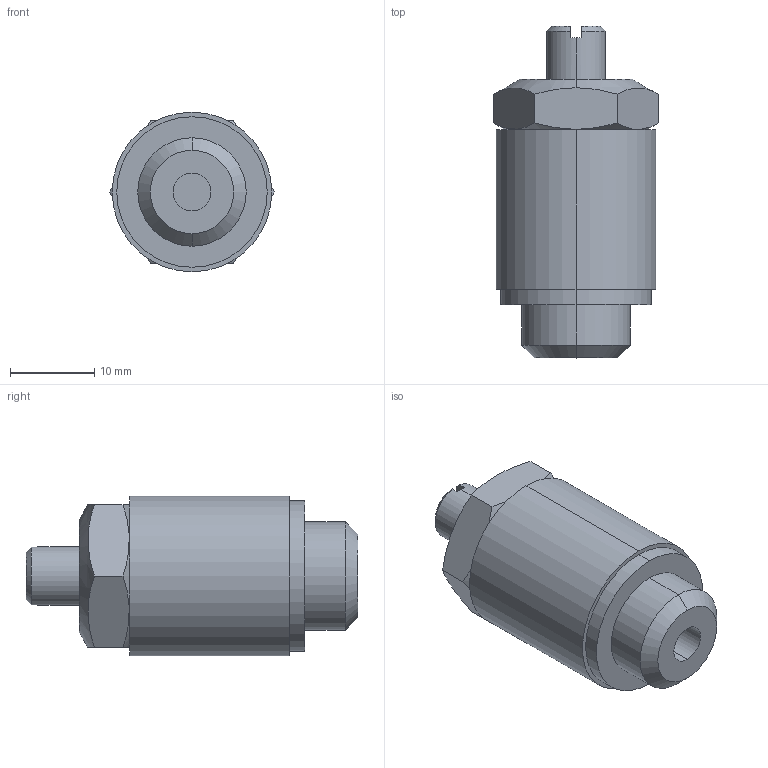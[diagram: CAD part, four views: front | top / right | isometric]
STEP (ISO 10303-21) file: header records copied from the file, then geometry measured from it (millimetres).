
FILE_DESCRIPTION (( 'STEP AP203' ), '1' );
FILE_NAME ('04040B02.STEP', '2010-07-22T14:43:38', ( '' ), ( 'sopra-pneumatic' ), 'SwSTEP 2.0', 'SolidWorks 2009', '' );
FILE_SCHEMA (( 'CONFIG_CONTROL_DESIGN' ));
Length unit declared in the file: millimetre
Products named in the file (1): 04040B02
Bounding box: 19.63 x 39.51 x 19 mm (x, y, z)
Volume: 8096.7 mm3; surface area: 2669.4 mm2
Topology: 1 solids, 1 shells, 35 faces, 82 edges, 54 vertices
Faces by surface type: plane 17, cylinder 10, cone 8
Entity records: 1193 total; most frequent: CARTESIAN_POINT 316, DIRECTION 166, ORIENTED_EDGE 164, EDGE_CURVE 82, AXIS2_PLACEMENT_3D 68, VERTEX_POINT 54, EDGE_LOOP 40, ADVANCED_FACE 35
